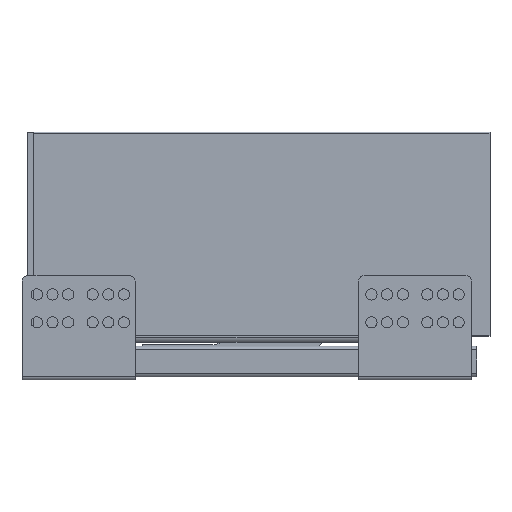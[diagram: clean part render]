
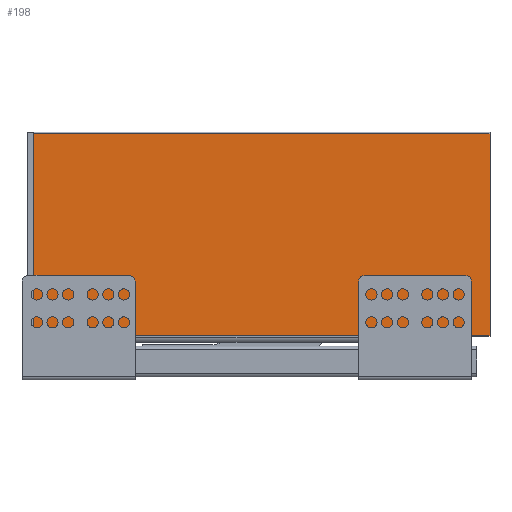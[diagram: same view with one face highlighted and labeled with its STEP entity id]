
A CAD part, top view. The second image highlights one B-rep face of the part: STEP entity #198.
In plain terms, the highlighted planar face has unit normal (0, 0, 1).
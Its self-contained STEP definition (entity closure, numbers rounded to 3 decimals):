
#92 = VERTEX_POINT ( 'NONE', #3413 ) ;
#174 = EDGE_CURVE ( 'NONE', #1386, #618, #3323, .T. ) ;
#198 = ADVANCED_FACE ( 'NONE', ( #5675 ), #7297, .T. ) ;
#206 = EDGE_CURVE ( 'NONE', #1386, #92, #5162, .T. ) ;
#241 = EDGE_LOOP ( 'NONE', ( #1294, #5234, #7125, #7996 ) ) ;
#512 = CARTESIAN_POINT ( 'NONE',  ( 0., 0., 28. ) ) ;
#618 = VERTEX_POINT ( 'NONE', #6465 ) ;
#742 = VECTOR ( 'NONE', #3429, 1000. ) ;
#756 = VERTEX_POINT ( 'NONE', #3861 ) ;
#970 = VECTOR ( 'NONE', #6486, 1000. ) ;
#1009 = CARTESIAN_POINT ( 'NONE',  ( -262., 116., 28. ) ) ;
#1294 = ORIENTED_EDGE ( 'NONE', *, *, #9278, .T. ) ;
#1386 = VERTEX_POINT ( 'NONE', #3931 ) ;
#2264 = DIRECTION ( 'NONE',  ( -1., 0., 0. ) ) ;
#2337 = VECTOR ( 'NONE', #3211, 1000. ) ;
#2598 = DIRECTION ( 'NONE',  ( 1., 0., 0. ) ) ;
#2633 = VECTOR ( 'NONE', #2598, 1000. ) ;
#3211 = DIRECTION ( 'NONE',  ( 1., 0., 0. ) ) ;
#3323 = LINE ( 'NONE', #6207, #2633 ) ;
#3413 = CARTESIAN_POINT ( 'NONE',  ( -262., 116., 28. ) ) ;
#3429 = DIRECTION ( 'NONE',  ( 0., 1., 0. ) ) ;
#3559 = CARTESIAN_POINT ( 'NONE',  ( -262., 0., 28. ) ) ;
#3654 = DIRECTION ( 'NONE',  ( 0., 0., 1. ) ) ;
#3710 = EDGE_CURVE ( 'NONE', #92, #756, #3916, .T. ) ;
#3861 = CARTESIAN_POINT ( 'NONE',  ( 0., 116., 28. ) ) ;
#3862 = AXIS2_PLACEMENT_3D ( 'NONE', #3559, #3654, #2264 ) ;
#3916 = LINE ( 'NONE', #1009, #2337 ) ;
#3931 = CARTESIAN_POINT ( 'NONE',  ( -262., 0., 28. ) ) ;
#5162 = LINE ( 'NONE', #6538, #970 ) ;
#5234 = ORIENTED_EDGE ( 'NONE', *, *, #3710, .F. ) ;
#5675 = FACE_OUTER_BOUND ( 'NONE', #241, .T. ) ;
#6207 = CARTESIAN_POINT ( 'NONE',  ( -262., 0., 28. ) ) ;
#6465 = CARTESIAN_POINT ( 'NONE',  ( 0., 0., 28. ) ) ;
#6486 = DIRECTION ( 'NONE',  ( 0., 1., 0. ) ) ;
#6538 = CARTESIAN_POINT ( 'NONE',  ( -262., 0., 28. ) ) ;
#7125 = ORIENTED_EDGE ( 'NONE', *, *, #206, .F. ) ;
#7297 = PLANE ( 'NONE',  #3862 ) ;
#7727 = LINE ( 'NONE', #512, #742 ) ;
#7996 = ORIENTED_EDGE ( 'NONE', *, *, #174, .T. ) ;
#9278 = EDGE_CURVE ( 'NONE', #618, #756, #7727, .T. ) ;
